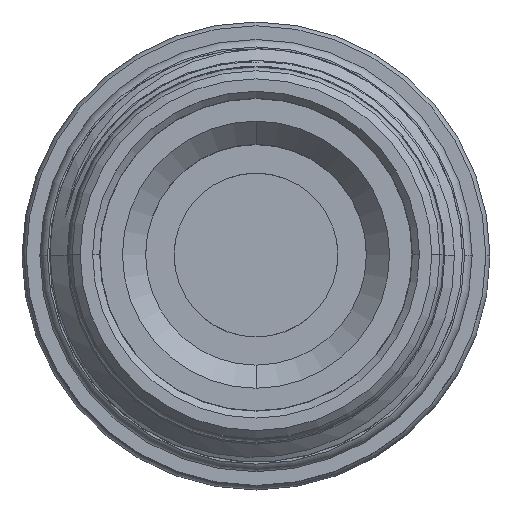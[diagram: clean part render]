
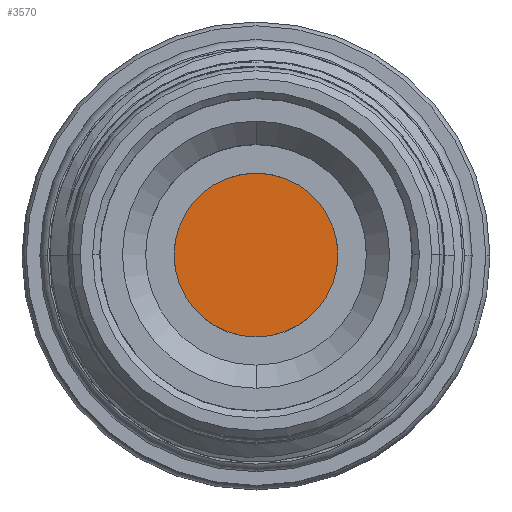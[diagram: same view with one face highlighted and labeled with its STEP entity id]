
A CAD part, top view. The second image highlights one B-rep face of the part: STEP entity #3570.
In plain terms, the highlighted planar face has unit normal (0, 0, 1).
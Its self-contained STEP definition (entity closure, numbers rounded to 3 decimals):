
#126 = DIRECTION ( 'NONE',  ( -1., 0., 0. ) ) ;
#536 = EDGE_CURVE ( 'NONE', #6145, #1489, #6491, .T. ) ;
#1387 = DIRECTION ( 'NONE',  ( 0., 0., -1. ) ) ;
#1447 = PLANE ( 'NONE',  #8361 ) ;
#1489 = VERTEX_POINT ( 'NONE', #6073 ) ;
#1515 = EDGE_LOOP ( 'NONE', ( #5490, #4625 ) ) ;
#1745 = AXIS2_PLACEMENT_3D ( 'NONE', #2223, #6232, #8208 ) ;
#2223 = CARTESIAN_POINT ( 'NONE',  ( 0., 0., 92.038 ) ) ;
#2640 = DIRECTION ( 'NONE',  ( 0., 0., 1. ) ) ;
#3570 = ADVANCED_FACE ( 'NONE', ( #7906 ), #1447, .F. ) ;
#4612 = CARTESIAN_POINT ( 'NONE',  ( 0., 0., 92.038 ) ) ;
#4625 = ORIENTED_EDGE ( 'NONE', *, *, #7408, .T. ) ;
#4787 = CARTESIAN_POINT ( 'NONE',  ( 7.063, 0., 92.038 ) ) ;
#4995 = CIRCLE ( 'NONE', #1745, 7.063 ) ;
#5490 = ORIENTED_EDGE ( 'NONE', *, *, #536, .T. ) ;
#6006 = DIRECTION ( 'NONE',  ( -1., 0., 0. ) ) ;
#6073 = CARTESIAN_POINT ( 'NONE',  ( -7.063, 0., 92.038 ) ) ;
#6145 = VERTEX_POINT ( 'NONE', #4787 ) ;
#6232 = DIRECTION ( 'NONE',  ( 0., 0., 1. ) ) ;
#6491 = CIRCLE ( 'NONE', #7282, 7.063 ) ;
#6670 = CARTESIAN_POINT ( 'NONE',  ( 0., 0., 92.038 ) ) ;
#7282 = AXIS2_PLACEMENT_3D ( 'NONE', #4612, #2640, #6006 ) ;
#7408 = EDGE_CURVE ( 'NONE', #1489, #6145, #4995, .T. ) ;
#7906 = FACE_OUTER_BOUND ( 'NONE', #1515, .T. ) ;
#8208 = DIRECTION ( 'NONE',  ( -1., 0., 0. ) ) ;
#8361 = AXIS2_PLACEMENT_3D ( 'NONE', #6670, #1387, #126 ) ;
